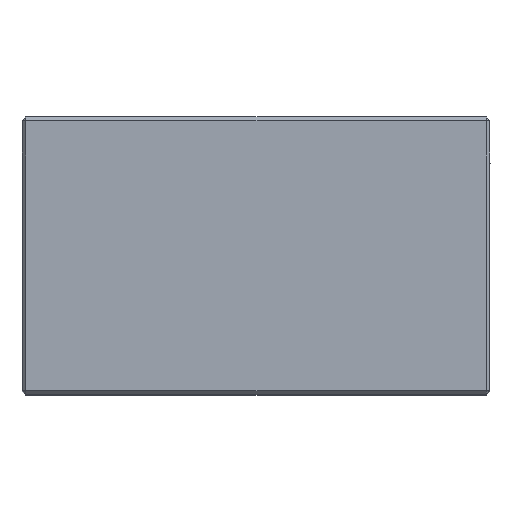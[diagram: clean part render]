
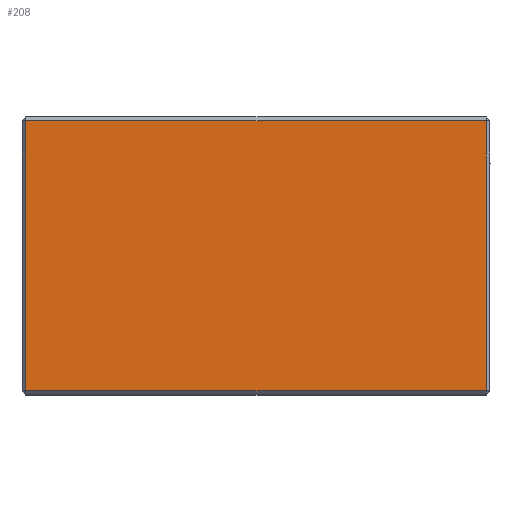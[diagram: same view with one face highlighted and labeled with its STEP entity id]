
A CAD part, top view. The second image highlights one B-rep face of the part: STEP entity #208.
In plain terms, the highlighted planar face has unit normal (0, 0, 1).
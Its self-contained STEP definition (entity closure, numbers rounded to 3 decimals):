
#181=FACE_OUTER_BOUND('',#591,.T.);
#208=ADVANCED_FACE('',(#181),#298,.F.);
#298=PLANE('',#1271);
#341=LINE('',#1841,#391);
#342=LINE('',#1844,#392);
#343=LINE('',#1846,#393);
#344=LINE('',#1848,#394);
#391=VECTOR('',#1464,1.);
#392=VECTOR('',#1465,1.);
#393=VECTOR('',#1466,1.);
#394=VECTOR('',#1467,1.);
#591=EDGE_LOOP('',(#759,#760,#761,#762));
#759=ORIENTED_EDGE('',*,*,#1100,.T.);
#760=ORIENTED_EDGE('',*,*,#1101,.T.);
#761=ORIENTED_EDGE('',*,*,#1102,.T.);
#762=ORIENTED_EDGE('',*,*,#1103,.T.);
#993=VERTEX_POINT('',#1842);
#994=VERTEX_POINT('',#1843);
#995=VERTEX_POINT('',#1845);
#996=VERTEX_POINT('',#1847);
#1100=EDGE_CURVE('',#993,#994,#341,.T.);
#1101=EDGE_CURVE('',#994,#995,#342,.T.);
#1102=EDGE_CURVE('',#995,#996,#343,.T.);
#1103=EDGE_CURVE('',#996,#993,#344,.T.);
#1271=AXIS2_PLACEMENT_3D('',#1849,#1468,#1469);
#1464=DIRECTION('',(0.,-1.,0.));
#1465=DIRECTION('',(1.,0.,0.));
#1466=DIRECTION('',(0.,1.,0.));
#1467=DIRECTION('',(-1.,0.,0.));
#1468=DIRECTION('',(0.,0.,-1.));
#1469=DIRECTION('',(-1.,0.,0.));
#1841=CARTESIAN_POINT('',(1.,35.,35.));
#1842=CARTESIAN_POINT('',(1.,34.,35.));
#1843=CARTESIAN_POINT('',(1.,-34.,35.));
#1844=CARTESIAN_POINT('',(118.,-34.,35.));
#1845=CARTESIAN_POINT('',(117.,-34.,35.));
#1846=CARTESIAN_POINT('',(117.,35.,35.));
#1847=CARTESIAN_POINT('',(117.,34.,35.));
#1848=CARTESIAN_POINT('',(118.,34.,35.));
#1849=CARTESIAN_POINT('',(118.,35.,35.));
